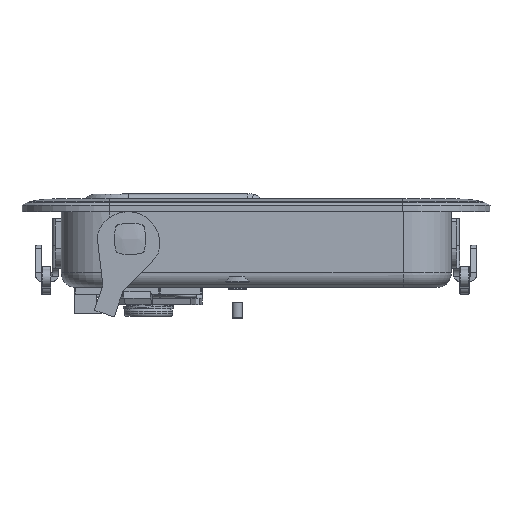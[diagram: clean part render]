
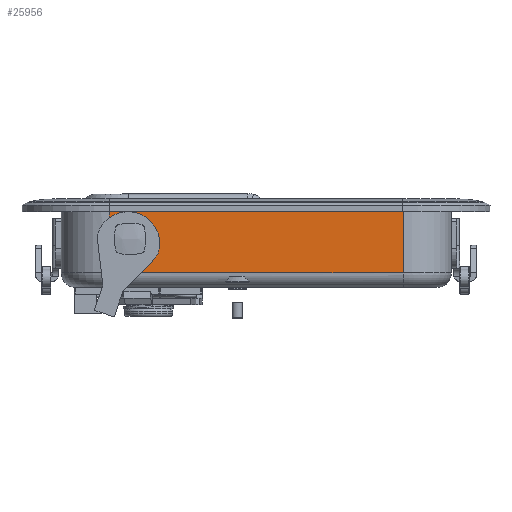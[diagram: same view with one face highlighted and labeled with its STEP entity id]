
A CAD part, front view. The second image highlights one B-rep face of the part: STEP entity #25956.
In plain terms, the highlighted planar face has unit normal (0, -1, 0).
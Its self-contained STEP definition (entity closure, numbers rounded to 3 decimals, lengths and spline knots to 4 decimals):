
#215=FACE_BOUND('',#3161,.T.);
#758=PLANE('',#27901);
#1683=FACE_OUTER_BOUND('',#3160,.T.);
#3160=EDGE_LOOP('',(#18423,#18424,#18425,#18426,#18427,#18428,#18429));
#3161=EDGE_LOOP('',(#18430));
#4775=CIRCLE('',#27892,0.2854);
#4777=CIRCLE('',#27899,0.311);
#6495=LINE('',#43102,#8461);
#6496=LINE('',#43104,#8462);
#6497=LINE('',#43106,#8463);
#6499=LINE('',#43109,#8465);
#6502=LINE('',#43135,#8468);
#6503=LINE('',#43136,#8469);
#8461=VECTOR('',#31758,3.4595);
#8462=VECTOR('',#31761,0.3937);
#8463=VECTOR('',#31764,0.7224);
#8465=VECTOR('',#31768,3.466);
#8468=VECTOR('',#31777,0.2088);
#8469=VECTOR('',#31778,0.1281);
#10688=VERTEX_POINT('',#42956);
#10707=VERTEX_POINT('',#43014);
#10713=VERTEX_POINT('',#43056);
#10715=VERTEX_POINT('',#43061);
#10730=VERTEX_POINT('',#43096);
#10731=VERTEX_POINT('',#43100);
#10733=VERTEX_POINT('',#43114);
#10734=VERTEX_POINT('',#43115);
#13572=EDGE_CURVE('',#10730,#10730,#4775,.T.);
#13574=EDGE_CURVE('',#10713,#10731,#6495,.T.);
#13575=EDGE_CURVE('',#10731,#10688,#6496,.T.);
#13576=EDGE_CURVE('',#10707,#10688,#6497,.T.);
#13578=EDGE_CURVE('',#10715,#10707,#6499,.T.);
#13581=EDGE_CURVE('',#10733,#10734,#4777,.T.);
#13584=EDGE_CURVE('',#10734,#10715,#6502,.T.);
#13585=EDGE_CURVE('',#10733,#10713,#6503,.T.);
#18423=ORIENTED_EDGE('',*,*,#13585,.F.);
#18424=ORIENTED_EDGE('',*,*,#13581,.T.);
#18425=ORIENTED_EDGE('',*,*,#13584,.T.);
#18426=ORIENTED_EDGE('',*,*,#13578,.T.);
#18427=ORIENTED_EDGE('',*,*,#13576,.T.);
#18428=ORIENTED_EDGE('',*,*,#13575,.F.);
#18429=ORIENTED_EDGE('',*,*,#13574,.F.);
#18430=ORIENTED_EDGE('',*,*,#13572,.T.);
#25956=ADVANCED_FACE('',(#1683,#215),#758,.F.);
#27892=AXIS2_PLACEMENT_3D('',#43098,#31752,#31753);
#27899=AXIS2_PLACEMENT_3D('',#43116,#31773,#31774);
#27901=AXIS2_PLACEMENT_3D('',#43137,#31779,#31780);
#31752=DIRECTION('center_axis',(0.,1.,0.));
#31753=DIRECTION('ref_axis',(1.,0.,0.));
#31758=DIRECTION('',(1.,0.,0.));
#31761=DIRECTION('',(1.,0.,0.));
#31764=DIRECTION('',(0.,0.,1.));
#31768=DIRECTION('',(1.,0.,0.));
#31773=DIRECTION('center_axis',(0.,-1.,0.));
#31774=DIRECTION('ref_axis',(-1.,0.,0.));
#31777=DIRECTION('',(0.,0.,-1.));
#31778=DIRECTION('',(0.,0.,1.));
#31779=DIRECTION('center_axis',(0.,1.,0.));
#31780=DIRECTION('ref_axis',(0.,0.,1.));
#42956=CARTESIAN_POINT('',(3.6869,-1.8071,0.8937));
#43014=CARTESIAN_POINT('',(3.6868,-1.8071,0.1713));
#43056=CARTESIAN_POINT('',(0.2208,-1.8071,0.8937));
#43061=CARTESIAN_POINT('',(0.2208,-1.8071,0.1713));
#43096=CARTESIAN_POINT('',(0.4649,-1.8071,0.2874));
#43098=CARTESIAN_POINT('Origin',(0.4649,-1.8071,0.5728));
#43100=CARTESIAN_POINT('',(3.6803,-1.8071,0.8937));
#43102=CARTESIAN_POINT('',(0.2208,-1.8071,0.8937));
#43104=CARTESIAN_POINT('',(3.6803,-1.8071,0.8937));
#43106=CARTESIAN_POINT('',(3.6868,-1.8071,0.1713));
#43109=CARTESIAN_POINT('',(0.2208,-1.8071,0.1713));
#43114=CARTESIAN_POINT('',(0.2208,-1.8071,0.7656));
#43115=CARTESIAN_POINT('',(0.2208,-1.8071,0.3801));
#43116=CARTESIAN_POINT('Origin',(0.4649,-1.8071,0.5728));
#43135=CARTESIAN_POINT('',(0.2208,-1.8071,0.3801));
#43136=CARTESIAN_POINT('',(0.2208,-1.8071,0.7656));
#43137=CARTESIAN_POINT('Origin',(0.2208,-1.8071,0.0846));
